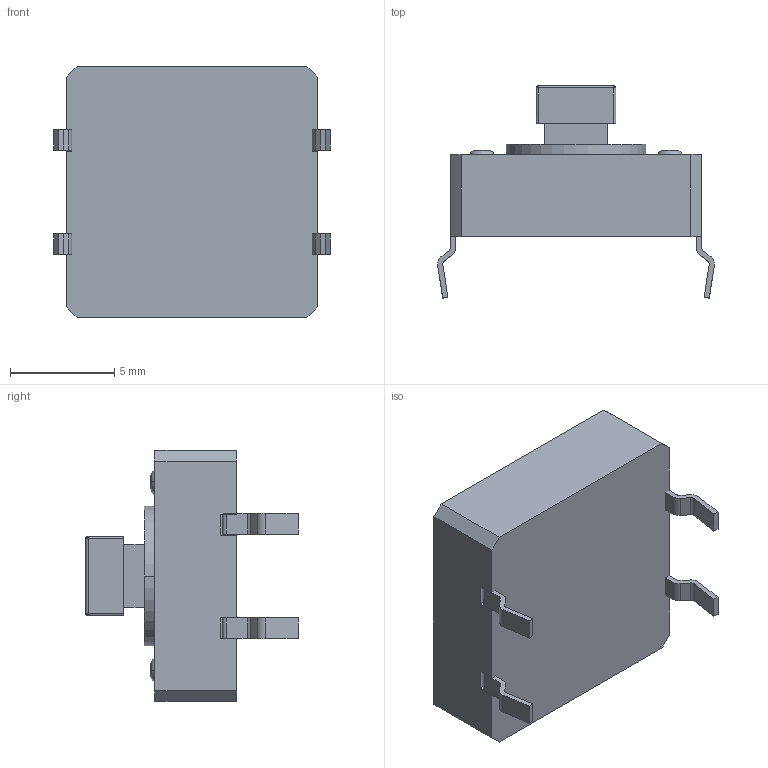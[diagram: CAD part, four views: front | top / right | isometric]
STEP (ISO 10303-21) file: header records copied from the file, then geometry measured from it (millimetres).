
FILE_DESCRIPTION (( 'STEP AP214' ), '1' );
FILE_NAME ('User Library-FSM103A.STEP', '2020-05-17T12:54:24', ( '' ), ( '' ), 'SwSTEP 2.0', 'SolidWorks 2019', '' );
FILE_SCHEMA (( 'AUTOMOTIVE_DESIGN' ));
Length unit declared in the file: millimetre
Products named in the file (6): _X2_041A0440044B0448043A0430_X0_; _X2_041A043E0440043F04430441_X0_; _X2_041D043E0436043A0438_X0___X2_041704150420041A0410041B041E_X0_; User Library-FSM103A; _X2_041F043E044004480435043D044C_X0_1; _X2_041D043E0436043A0438_X0_
Assembly tree (5 placements, depth 2):
  User Library-FSM103A
    _X2_041A043E0440043F04430441_X0_
    _X2_041A0440044B0448043A0430_X0_
    _X2_041D043E0436043A0438_X0_
    _X2_041D043E0436043A0438_X0___X2_041704150420041A0410041B041E_X0_
    _X2_041F043E044004480435043D044C_X0_1
Bounding box: 13.26 x 10.15 x 12 mm (x, y, z)
Volume: 616.7 mm3; surface area: 913 mm2
Topology: 7 solids, 7 shells, 150 faces, 378 edges, 242 vertices
Faces by surface type: plane 94, cylinder 40, torus 8, bspline 8
Entity records: 6163 total; most frequent: CARTESIAN_POINT 964, DIRECTION 774, ORIENTED_EDGE 740, EDGE_CURVE 370, AXIS2_PLACEMENT_3D 259, VECTOR 256, LINE 256, VERTEX_POINT 242
